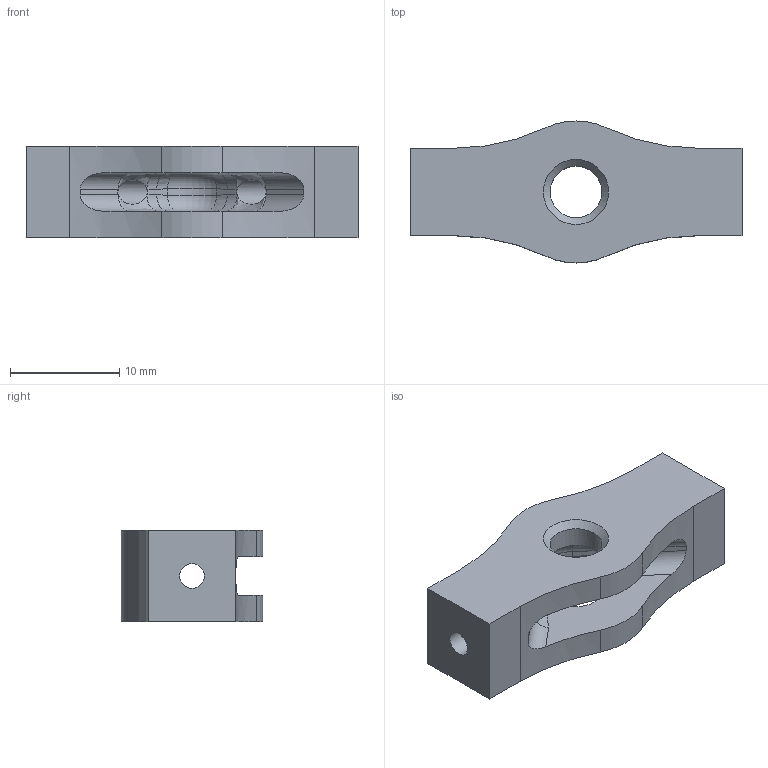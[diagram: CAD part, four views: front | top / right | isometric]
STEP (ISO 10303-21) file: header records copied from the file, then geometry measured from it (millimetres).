
FILE_DESCRIPTION(/* description */ ('STEP AP214'),/* implementation_level */ '2;1');
FILE_NAME(/* name */ '66957d78b3d6787b3fd140c5',/* time_stamp */ '2024-07-15T19:50:16Z',/* author */ (''),/* organization */ (''),/* preprocessor_version */ 'ST-DEVELOPER v20',/* originating_system */ ' ',/* authorisation */ ' ');
FILE_SCHEMA (('AUTOMOTIVE_DESIGN {1 0 10303 214 3 1 1}'));
Length unit declared in the file: metre
Products named in the file (1): Joint_B
Bounding box: 30.42 x 13 x 8.42 mm (x, y, z)
Volume: 1906.5 mm3; surface area: 1554.3 mm2
Topology: 1 solids, 1 shells, 46 faces, 126 edges, 78 vertices
Faces by surface type: cylinder 20, plane 14, bspline 8, torus 2, cone 2
Full cylindrical faces by diameter (mm): 2.261 x2, 4.763 x2
Entity records: 1616 total; most frequent: CARTESIAN_POINT 465, DIRECTION 240, ORIENTED_EDGE 232, EDGE_CURVE 116, AXIS2_PLACEMENT_3D 97, VERTEX_POINT 74, EDGE_LOOP 56, FACE_BOUND 56
